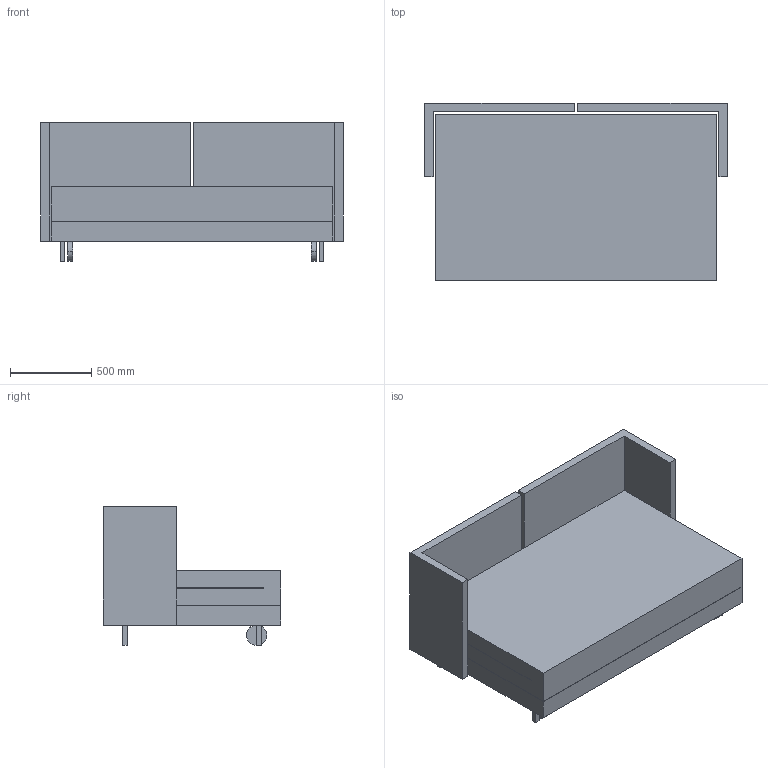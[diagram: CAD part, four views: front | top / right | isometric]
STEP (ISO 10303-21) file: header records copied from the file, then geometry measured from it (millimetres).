
FILE_DESCRIPTION(/* description */ (''),/* implementation_level */ '2;1');
FILE_NAME(/* name */ '3D0CDJ~5',/* time_stamp */ '2016-07-22T15:23:16+02:00',/* author */ (''),/* organization */ (''),/* preprocessor_version */ 'ST-DEVELOPER v15',/* originating_system */ '',/* authorisation */ '');
FILE_SCHEMA (('AUTOMOTIVE_DESIGN'));
Length unit declared in the file: millimetre
Products named in the file (1): Document
Bounding box: 1863 x 1095 x 855 mm (x, y, z)
Volume: 691343116.4 mm3; surface area: 16561995.1 mm2
Topology: 10 solids, 10 shells, 64 faces, 158 edges, 95 vertices
Faces by surface type: plane 60, bspline 4
Entity records: 1664 total; most frequent: CARTESIAN_POINT 534, ORIENTED_EDGE 264, EDGE_CURVE 132, B_SPLINE_CURVE_WITH_KNOTS 127, VERTEX_POINT 88, DIRECTION 84, ADVANCED_FACE 64, FACE_OUTER_BOUND 64
